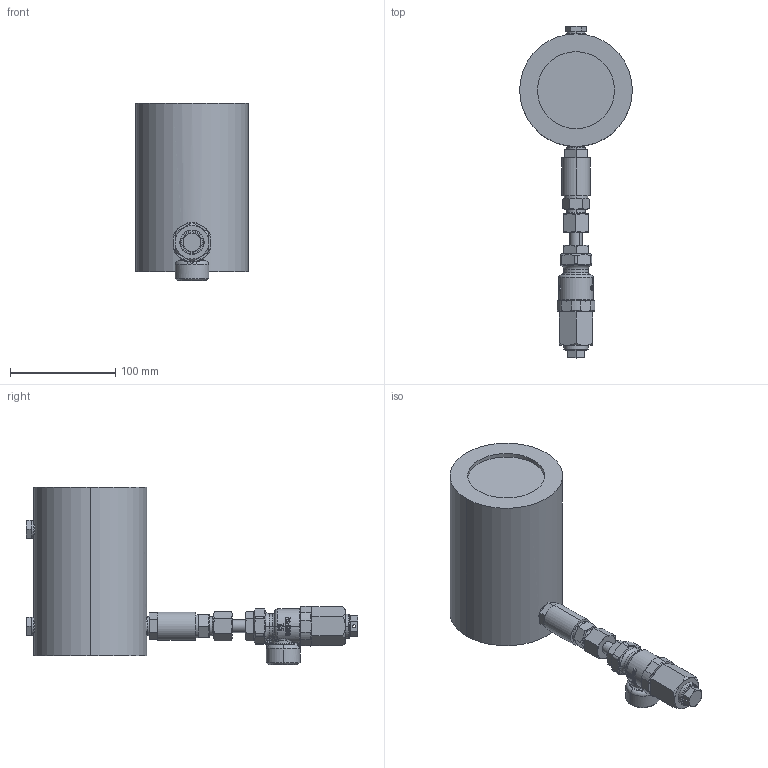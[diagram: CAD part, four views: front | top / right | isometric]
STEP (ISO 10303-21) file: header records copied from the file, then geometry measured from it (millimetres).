
FILE_DESCRIPTION (( 'STEP AP214' ), '1' );
FILE_NAME ('HON790-DN50(10008901).STEP', '2018-12-21T06:10:20', ( '' ), ( '' ), 'SwSTEP 2.0', 'SolidWorks 2017', '' );
FILE_SCHEMA (( 'AUTOMOTIVE_DESIGN' ));
Length unit declared in the file: millimetre
Products named in the file (1): HON790-DN50(10008901)
Bounding box: 107 x 315.18 x 168.5 mm (x, y, z)
Volume: 1551025.4 mm3; surface area: 99577.6 mm2
Topology: 1 solids, 1 shells, 600 faces, 1455 edges, 893 vertices
Faces by surface type: bspline 219, plane 164, cone 94, cylinder 94, torus 25, sphere 4
Entity records: 48112 total; most frequent: CARTESIAN_POINT 35709, ORIENTED_EDGE 2894, DIRECTION 2018, EDGE_CURVE 1447, VERTEX_POINT 893, AXIS2_PLACEMENT_3D 780, EDGE_LOOP 646, FACE_OUTER_BOUND 600
